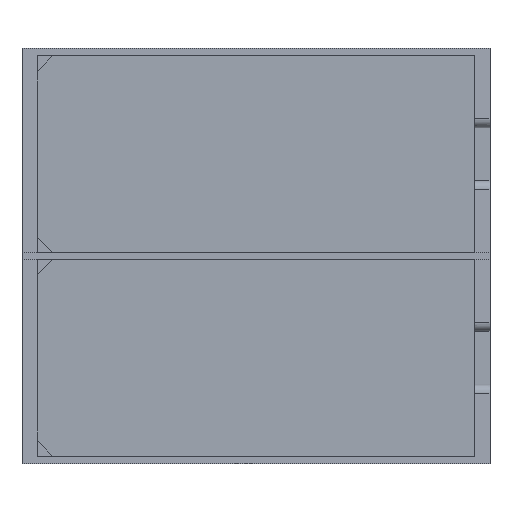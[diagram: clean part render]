
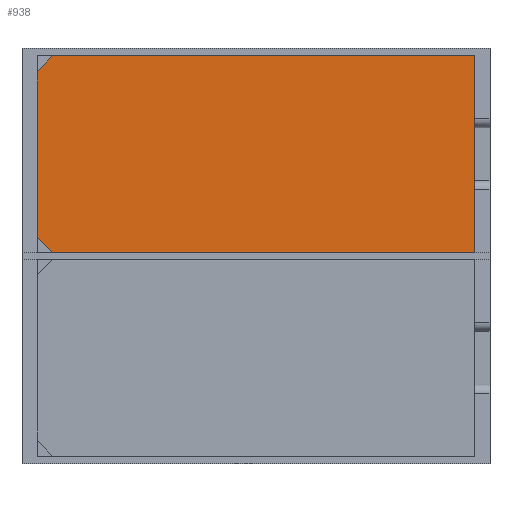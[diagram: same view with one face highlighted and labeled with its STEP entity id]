
A CAD part, front view. The second image highlights one B-rep face of the part: STEP entity #938.
In plain terms, the highlighted planar face has unit normal (0, -1, 0).
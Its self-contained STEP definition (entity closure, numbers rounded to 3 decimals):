
#36=PLANE('',#1017);
#86=FACE_OUTER_BOUND('',#142,.T.);
#142=EDGE_LOOP('',(#725,#726,#727,#728));
#192=LINE('',#1356,#308);
#213=LINE('',#1401,#329);
#220=LINE('',#1414,#336);
#221=LINE('',#1416,#337);
#308=VECTOR('',#1091,10.);
#329=VECTOR('',#1128,10.);
#336=VECTOR('',#1141,10.);
#337=VECTOR('',#1144,10.);
#440=VERTEX_POINT('',#1353);
#441=VERTEX_POINT('',#1355);
#457=VERTEX_POINT('',#1400);
#460=VERTEX_POINT('',#1412);
#530=EDGE_CURVE('',#440,#441,#192,.T.);
#553=EDGE_CURVE('',#441,#457,#213,.T.);
#560=EDGE_CURVE('',#460,#440,#220,.T.);
#561=EDGE_CURVE('',#457,#460,#221,.T.);
#725=ORIENTED_EDGE('',*,*,#530,.F.);
#726=ORIENTED_EDGE('',*,*,#560,.F.);
#727=ORIENTED_EDGE('',*,*,#561,.F.);
#728=ORIENTED_EDGE('',*,*,#553,.F.);
#938=ADVANCED_FACE('',(#86),#36,.F.);
#1017=AXIS2_PLACEMENT_3D('',#1417,#1145,#1146);
#1091=DIRECTION('',(0.,0.,-1.));
#1128=DIRECTION('',(-1.,0.,0.));
#1141=DIRECTION('',(1.,0.,0.));
#1144=DIRECTION('',(0.,0.,1.));
#1145=DIRECTION('center_axis',(0.,1.,0.));
#1146=DIRECTION('ref_axis',(0.,0.,1.));
#1353=CARTESIAN_POINT('',(29.,6.,13.));
#1355=CARTESIAN_POINT('',(29.,6.,-13.));
#1356=CARTESIAN_POINT('',(29.,6.,-13.));
#1400=CARTESIAN_POINT('',(-29.,6.,-13.));
#1401=CARTESIAN_POINT('',(-29.,6.,-13.));
#1412=CARTESIAN_POINT('',(-29.,6.,13.));
#1414=CARTESIAN_POINT('',(29.,6.,13.));
#1416=CARTESIAN_POINT('',(-29.,6.,13.));
#1417=CARTESIAN_POINT('Origin',(0.,6.,0.));
